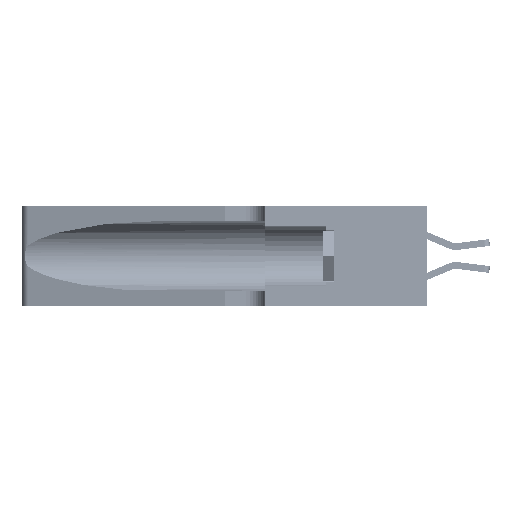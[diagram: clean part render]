
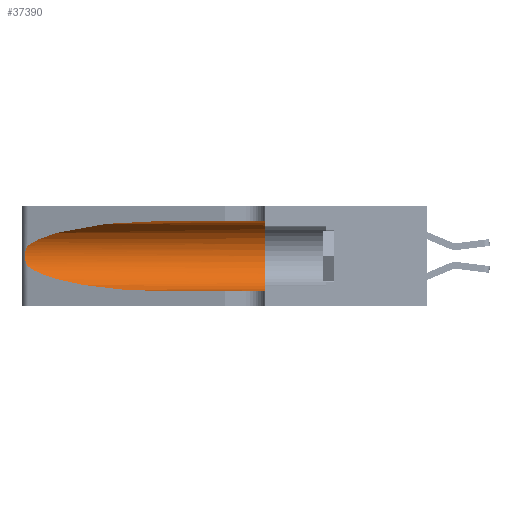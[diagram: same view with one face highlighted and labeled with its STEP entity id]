
A CAD part, left-side view. The second image highlights one B-rep face of the part: STEP entity #37390.
In plain terms, the highlighted cylindrical face has radius 3.308 mm (diameter 6.617 mm), a partial arc.
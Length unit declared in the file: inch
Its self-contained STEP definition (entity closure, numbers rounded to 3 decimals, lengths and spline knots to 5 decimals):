
#1125 = CARTESIAN_POINT ( 'NONE',  ( 0.26075, 1.23896, 0.19203 ) ) ;
#1305 = CARTESIAN_POINT ( 'NONE',  ( 0.25639, 1.23186, 0.15144 ) ) ;
#1387 = FACE_OUTER_BOUND ( 'NONE', #42892, .T. ) ;
#1425 = ORIENTED_EDGE ( 'NONE', *, *, #7341, .T. ) ;
#2219 = CARTESIAN_POINT ( 'NONE',  ( 0.2373, 1.15595, 0.08982 ) ) ;
#3898 = AXIS2_PLACEMENT_3D ( 'NONE', #44259, #31381, #6317 ) ;
#5852 = CARTESIAN_POINT ( 'NONE',  ( 0.25856, 1.23593, 0.16098 ) ) ;
#6060 = EDGE_CURVE ( 'NONE', #49129, #12876, #39430, .T. ) ;
#6317 = DIRECTION ( 'NONE',  ( 0., 0., -1. ) ) ;
#7341 = EDGE_CURVE ( 'NONE', #12876, #38776, #22014, .T. ) ;
#8775 = CARTESIAN_POINT ( 'NONE',  ( 0.26018, 1.23835, 0.19895 ) ) ;
#9675 = CARTESIAN_POINT ( 'NONE',  ( 0.26017, 1.23833, 0.17102 ) ) ;
#10245 = VECTOR ( 'NONE', #18508, 39.37008 ) ;
#12805 = DIRECTION ( 'NONE',  ( 0., 1., 0. ) ) ;
#12876 = VERTEX_POINT ( 'NONE', #26101 ) ;
#14291 = EDGE_CURVE ( 'NONE', #18783, #49129, #50891, .T. ) ;
#14554 = CARTESIAN_POINT ( 'NONE',  ( 0.1305, 0.35, 0.05475 ) ) ;
#14788 = CARTESIAN_POINT ( 'NONE',  ( 0.1305, 0.72297, 0.05475 ) ) ;
#16666 = ORIENTED_EDGE ( 'NONE', *, *, #25665, .T. ) ;
#16825 = CARTESIAN_POINT ( 'NONE',  ( 0.25639, 1.23184, 0.21858 ) ) ;
#17005 = CARTESIAN_POINT ( 'NONE',  ( 0.25487, 1.22718, 0.22369 ) ) ;
#18508 = DIRECTION ( 'NONE',  ( 0., -1., 0. ) ) ;
#18783 = VERTEX_POINT ( 'NONE', #20528 ) ;
#20528 = CARTESIAN_POINT ( 'NONE',  ( 0.25487, 1.22718, 0.22369 ) ) ;
#21127 = VERTEX_POINT ( 'NONE', #24518 ) ;
#21200 = CARTESIAN_POINT ( 'NONE',  ( 0.25854, 1.2359, 0.20912 ) ) ;
#21938 = ORIENTED_EDGE ( 'NONE', *, *, #49792, .F. ) ;
#22014 = LINE ( 'NONE', #27120, #10245 ) ;
#22243 =( BOUNDED_CURVE ( )  B_SPLINE_CURVE ( 3, ( #41803, #24728, #29485, #37405 ),
 .UNSPECIFIED., .F., .F. ) 
 B_SPLINE_CURVE_WITH_KNOTS ( ( 4, 4 ),
 ( 1.5708, 2.84003 ),
 .UNSPECIFIED. ) 
 CURVE ( )  GEOMETRIC_REPRESENTATION_ITEM ( )  RATIONAL_B_SPLINE_CURVE ( ( 1., 0.87, 0.87, 1. ) ) 
 REPRESENTATION_ITEM ( '' )  );
#24518 = CARTESIAN_POINT ( 'NONE',  ( 0.1305, 0.35, 0.31525 ) ) ;
#24728 = CARTESIAN_POINT ( 'NONE',  ( 0.18966, 0.96281, 0.31525 ) ) ;
#25296 = VECTOR ( 'NONE', #44888, 39.37008 ) ;
#25665 = EDGE_CURVE ( 'NONE', #32562, #18783, #22243, .T. ) ;
#26101 = CARTESIAN_POINT ( 'NONE',  ( 0.1305, 0.72297, 0.05475 ) ) ;
#26321 = EDGE_CURVE ( 'NONE', #32562, #21127, #47068, .T. ) ;
#27120 = CARTESIAN_POINT ( 'NONE',  ( 0.1305, 1.61858, 0.05475 ) ) ;
#29006 = ORIENTED_EDGE ( 'NONE', *, *, #14291, .T. ) ;
#29290 = CARTESIAN_POINT ( 'NONE',  ( 0.25555, 1.22994, 0.2215 ) ) ;
#29485 = CARTESIAN_POINT ( 'NONE',  ( 0.2373, 1.15595, 0.28018 ) ) ;
#30514 = ORIENTED_EDGE ( 'NONE', *, *, #26321, .F. ) ;
#31117 = ORIENTED_EDGE ( 'NONE', *, *, #6060, .T. ) ;
#31381 = DIRECTION ( 'NONE',  ( 0., -1., 0. ) ) ;
#31467 = CARTESIAN_POINT ( 'NONE',  ( 0.18966, 0.96281, 0.05475 ) ) ;
#31611 = AXIS2_PLACEMENT_3D ( 'NONE', #46969, #12805, #42708 ) ;
#32562 = VERTEX_POINT ( 'NONE', #44411 ) ;
#37390 = ADVANCED_FACE ( 'NONE', ( #1387 ), #40680, .F. ) ;
#37405 = CARTESIAN_POINT ( 'NONE',  ( 0.25487, 1.22718, 0.22369 ) ) ;
#38776 = VERTEX_POINT ( 'NONE', #14554 ) ;
#39028 = CARTESIAN_POINT ( 'NONE',  ( 0.25555, 1.22993, 0.14849 ) ) ;
#39430 =( BOUNDED_CURVE ( )  B_SPLINE_CURVE ( 3, ( #49134, #2219, #31467, #14788 ),
 .UNSPECIFIED., .F., .F. ) 
 B_SPLINE_CURVE_WITH_KNOTS ( ( 4, 4 ),
 ( 3.44316, 4.71239 ),
 .UNSPECIFIED. ) 
 CURVE ( )  GEOMETRIC_REPRESENTATION_ITEM ( )  RATIONAL_B_SPLINE_CURVE ( ( 1., 0.87, 0.87, 1. ) ) 
 REPRESENTATION_ITEM ( '' )  );
#40680 = CYLINDRICAL_SURFACE ( 'NONE', #3898, 0.13025 ) ;
#41803 = CARTESIAN_POINT ( 'NONE',  ( 0.1305, 0.72297, 0.31525 ) ) ;
#42708 = DIRECTION ( 'NONE',  ( 0., 0., 1. ) ) ;
#42892 = EDGE_LOOP ( 'NONE', ( #16666, #29006, #31117, #1425, #21938, #30514 ) ) ;
#43069 = CARTESIAN_POINT ( 'NONE',  ( 0.26075, 1.23896, 0.178 ) ) ;
#44259 = CARTESIAN_POINT ( 'NONE',  ( 0.1305, 1.61858, 0.185 ) ) ;
#44411 = CARTESIAN_POINT ( 'NONE',  ( 0.1305, 0.72297, 0.31525 ) ) ;
#44888 = DIRECTION ( 'NONE',  ( 0., -1., 0. ) ) ;
#46403 = CARTESIAN_POINT ( 'NONE',  ( 0.25787, 1.23484, 0.2124 ) ) ;
#46667 = CARTESIAN_POINT ( 'NONE',  ( 0.25487, 1.22718, 0.14631 ) ) ;
#46969 = CARTESIAN_POINT ( 'NONE',  ( 0.1305, 0.35, 0.185 ) ) ;
#47068 = LINE ( 'NONE', #49863, #25296 ) ;
#47487 = CARTESIAN_POINT ( 'NONE',  ( 0.25487, 1.22718, 0.14631 ) ) ;
#49129 = VERTEX_POINT ( 'NONE', #46667 ) ;
#49134 = CARTESIAN_POINT ( 'NONE',  ( 0.25487, 1.22718, 0.14631 ) ) ;
#49792 = EDGE_CURVE ( 'NONE', #21127, #38776, #49831, .T. ) ;
#49831 = CIRCLE ( 'NONE', #31611, 0.13025 ) ;
#49863 = CARTESIAN_POINT ( 'NONE',  ( 0.1305, 1.61858, 0.31525 ) ) ;
#50891 = B_SPLINE_CURVE_WITH_KNOTS ( 'NONE', 3,
 ( #17005, #29290, #16825, #46403, #21200, #8775, #1125, #43069, #9675, #5852, #51178, #1305, #39028, #47487 ),
 .UNSPECIFIED., .F., .F.,
 ( 4, 2, 2, 2, 2, 2, 4 ),
 ( 0., 0.00027, 0.00053, 0.00107, 0.0016, 0.00187, 0.00214 ),
 .UNSPECIFIED. ) ;
#51178 = CARTESIAN_POINT ( 'NONE',  ( 0.25789, 1.23486, 0.15765 ) ) ;
